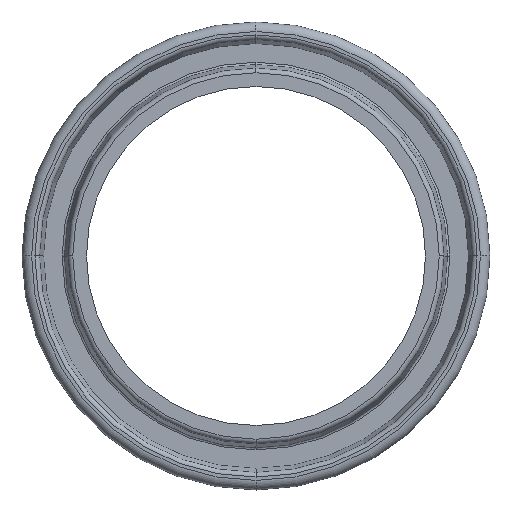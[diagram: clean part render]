
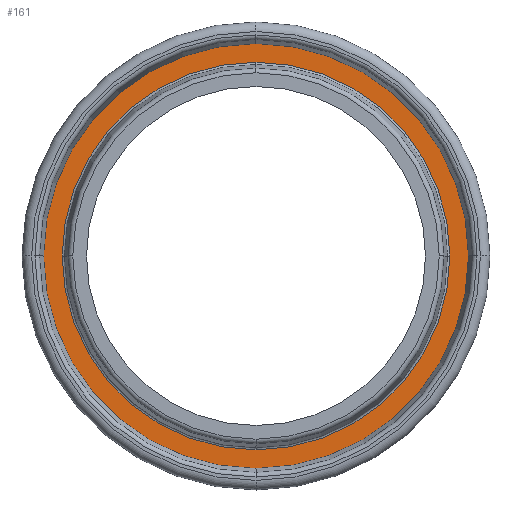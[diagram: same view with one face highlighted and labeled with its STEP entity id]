
A CAD part, top view. The second image highlights one B-rep face of the part: STEP entity #161.
In plain terms, the highlighted planar face has unit normal (0, 0, 1).
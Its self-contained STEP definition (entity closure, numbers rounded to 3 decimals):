
#161=ADVANCED_FACE('',(#336,#337),#338,.T.);
#336=FACE_OUTER_BOUND('',#522,.T.);
#337=FACE_BOUND('',#523,.T.);
#338=PLANE('',#524);
#522=EDGE_LOOP('',(#903,#904,#905,#906));
#523=EDGE_LOOP('',(#907,#908,#909,#910));
#524=AXIS2_PLACEMENT_3D('',#911,#912,#913);
#903=ORIENTED_EDGE('',*,*,#1070,.T.);
#904=ORIENTED_EDGE('',*,*,#1082,.T.);
#905=ORIENTED_EDGE('',*,*,#1078,.T.);
#906=ORIENTED_EDGE('',*,*,#1074,.T.);
#907=ORIENTED_EDGE('',*,*,#1152,.F.);
#908=ORIENTED_EDGE('',*,*,#1146,.F.);
#909=ORIENTED_EDGE('',*,*,#1215,.F.);
#910=ORIENTED_EDGE('',*,*,#1212,.F.);
#911=CARTESIAN_POINT('',(49.117,49.117,4.0));
#912=DIRECTION('',(0.,0.,1.0));
#913=DIRECTION('',(1.0,0.,0.0));
#1070=EDGE_CURVE('',#1258,#1256,#1259,.T.);
#1074=EDGE_CURVE('',#1264,#1258,#1265,.T.);
#1078=EDGE_CURVE('',#1270,#1264,#1271,.T.);
#1082=EDGE_CURVE('',#1256,#1270,#1275,.T.);
#1146=EDGE_CURVE('',#1370,#1373,#1374,.T.);
#1152=EDGE_CURVE('',#1373,#1380,#1383,.T.);
#1212=EDGE_CURVE('',#1380,#1465,#1466,.T.);
#1215=EDGE_CURVE('',#1465,#1370,#1469,.T.);
#1256=VERTEX_POINT('',#1513);
#1258=VERTEX_POINT('',#1515);
#1259=CIRCLE('',#1516,44.652);
#1264=VERTEX_POINT('',#1521);
#1265=CIRCLE('',#1522,44.652);
#1270=VERTEX_POINT('',#1527);
#1271=CIRCLE('',#1528,44.652);
#1275=CIRCLE('',#1532,44.652);
#1370=VERTEX_POINT('',#1639);
#1373=VERTEX_POINT('',#1642);
#1374=CIRCLE('',#1643,40.584);
#1380=VERTEX_POINT('',#1649);
#1383=CIRCLE('',#1652,40.584);
#1465=VERTEX_POINT('',#1742);
#1466=CIRCLE('',#1743,40.584);
#1469=CIRCLE('',#1746,40.584);
#1513=CARTESIAN_POINT('',(0.,-44.652,4.0));
#1515=CARTESIAN_POINT('',(-44.652,0.,4.0));
#1516=AXIS2_PLACEMENT_3D('',#1794,#1795,#1796);
#1521=CARTESIAN_POINT('',(0.,44.652,4.0));
#1522=AXIS2_PLACEMENT_3D('',#1803,#1804,#1805);
#1527=CARTESIAN_POINT('',(44.652,0.,4.0));
#1528=AXIS2_PLACEMENT_3D('',#1812,#1813,#1814);
#1532=AXIS2_PLACEMENT_3D('',#1821,#1822,#1823);
#1639=CARTESIAN_POINT('',(0.,-40.584,4.0));
#1642=CARTESIAN_POINT('',(40.584,0.,4.0));
#1643=AXIS2_PLACEMENT_3D('',#1944,#1945,#1946);
#1649=CARTESIAN_POINT('',(0.,40.584,4.0));
#1652=AXIS2_PLACEMENT_3D('',#1959,#1960,#1961);
#1742=CARTESIAN_POINT('',(-40.584,0.,4.0));
#1743=AXIS2_PLACEMENT_3D('',#2066,#2067,#2068);
#1746=AXIS2_PLACEMENT_3D('',#2072,#2073,#2074);
#1794=CARTESIAN_POINT('',(0.,0.,4.0));
#1795=DIRECTION('',(0.,0.,1.0));
#1796=DIRECTION('',(-1.0,0.,0.0));
#1803=CARTESIAN_POINT('',(0.,0.,4.0));
#1804=DIRECTION('',(0.,0.,1.0));
#1805=DIRECTION('',(1.0,0.,0.0));
#1812=CARTESIAN_POINT('',(0.,0.,4.0));
#1813=DIRECTION('',(0.,0.,1.0));
#1814=DIRECTION('',(1.0,0.,0.0));
#1821=CARTESIAN_POINT('',(0.,0.,4.0));
#1822=DIRECTION('',(0.,0.,1.0));
#1823=DIRECTION('',(-1.0,0.,0.0));
#1944=CARTESIAN_POINT('',(0.,0.,4.0));
#1945=DIRECTION('',(0.,0.,1.0));
#1946=DIRECTION('',(-1.0,0.,0.0));
#1959=CARTESIAN_POINT('',(0.,0.,4.0));
#1960=DIRECTION('',(0.,0.,1.0));
#1961=DIRECTION('',(1.0,0.,0.0));
#2066=CARTESIAN_POINT('',(0.,0.,4.0));
#2067=DIRECTION('',(0.,0.,1.0));
#2068=DIRECTION('',(1.0,0.,0.0));
#2072=CARTESIAN_POINT('',(0.,0.,4.0));
#2073=DIRECTION('',(0.,0.,1.0));
#2074=DIRECTION('',(-1.0,0.,0.0));
